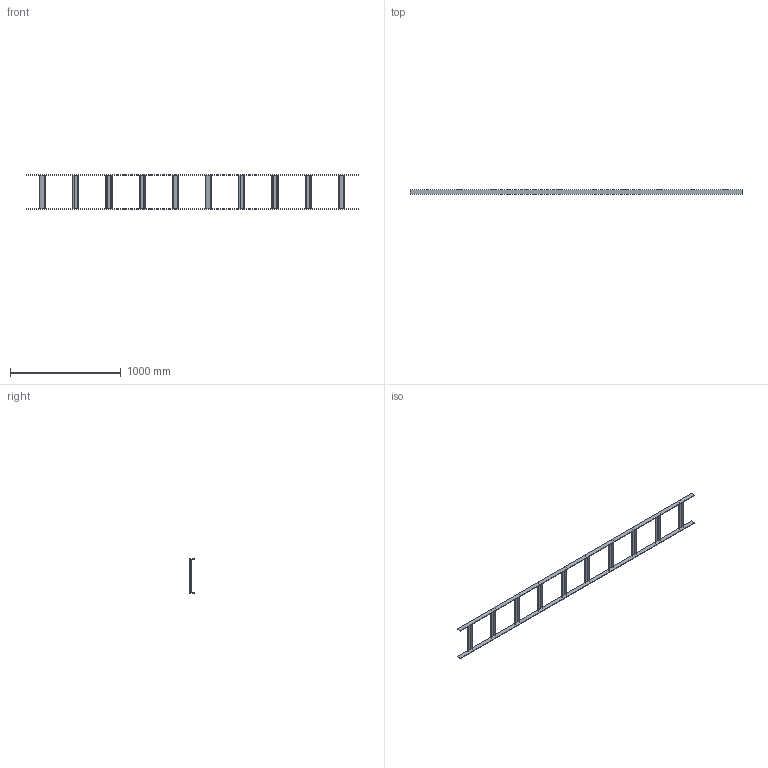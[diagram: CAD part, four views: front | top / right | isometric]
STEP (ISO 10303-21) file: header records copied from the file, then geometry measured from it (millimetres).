
FILE_DESCRIPTION (( 'STEP AP214' ), '1' );
FILE_NAME ('7099756.STEP', '2016-05-31T07:50:01', ( '' ), ( '' ), 'SwSTEP 2.0', 'SolidWorks 2014', '' );
FILE_SCHEMA (( 'AUTOMOTIVE_DESIGN' ));
Length unit declared in the file: millimetre
Products named in the file (3): 108979_Standard; 7099756; 108980_T-Sprosse-300
Assembly tree (12 placements, depth 2):
  7099756
    108979_Standard  x2
    108980_T-Sprosse-300  x10
Bounding box: 3000 x 40 x 310 mm (x, y, z)
Volume: 1636052.9 mm3; surface area: 991760 mm2
Topology: 12 solids, 12 shells, 232 faces, 464 edges, 256 vertices
Faces by surface type: plane 192, cylinder 40
Entity records: 890 total; most frequent: DIRECTION 150, CARTESIAN_POINT 131, ORIENTED_EDGE 112, EDGE_CURVE 56, AXIS2_PLACEMENT_3D 51, VECTOR 48, LINE 48, VERTEX_POINT 32
